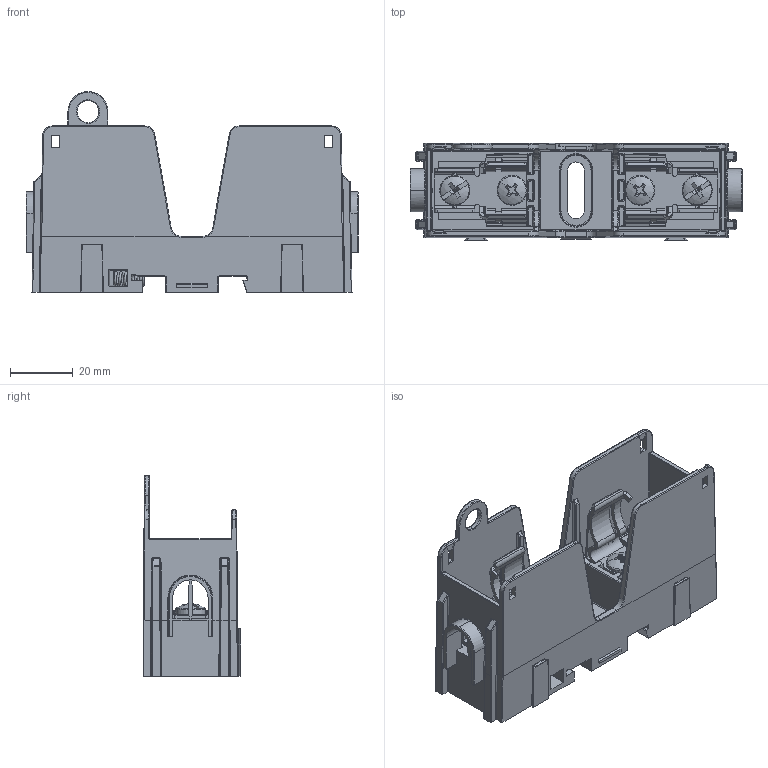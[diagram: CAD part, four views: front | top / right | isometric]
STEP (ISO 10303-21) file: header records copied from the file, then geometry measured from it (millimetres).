
FILE_DESCRIPTION (( 'STEP AP214' ), '1' );
FILE_NAME ('OUT-380445.STEP', '2024-02-26T22:08:49', ( '' ), ( '' ), 'SwSTEP 2.0', 'SolidWorks 2021', '' );
FILE_SCHEMA (( 'AUTOMOTIVE_DESIGN' ));
Length unit declared in the file: inch
Products named in the file (9): 410046; F08907; 330832_OVER CLIP; 360387_WITH REINFORCING SPRING; F08936_90272A147; 220034_2022N118; 280233^OUT-380445; 370038_WITH REINFORCING SPRING; OUT-380445
Assembly tree (10 placements, depth 3):
  OUT-380445
    410046
    360387_WITH REINFORCING SPRING  x2
      370038_WITH REINFORCING SPRING
      330832_OVER CLIP
      F08907
    F08936_90272A147  x2
    220034_2022N118
    280233^OUT-380445
Bounding box: 105.4 x 30.99 x 63.75 mm (x, y, z)
Volume: 58109.6 mm3; surface area: 48542.8 mm2
Topology: 12 solids, 12 shells, 2202 faces, 5315 edges, 3126 vertices
Faces by surface type: plane 848, cylinder 797, bspline 186, cone 171, sphere 132, torus 68
Entity records: 57188 total; most frequent: CARTESIAN_POINT 19622, ORIENTED_EDGE 8150, DIRECTION 7471, EDGE_CURVE 4075, AXIS2_PLACEMENT_3D 2625, VERTEX_POINT 2403, LINE 2221, VECTOR 2221
